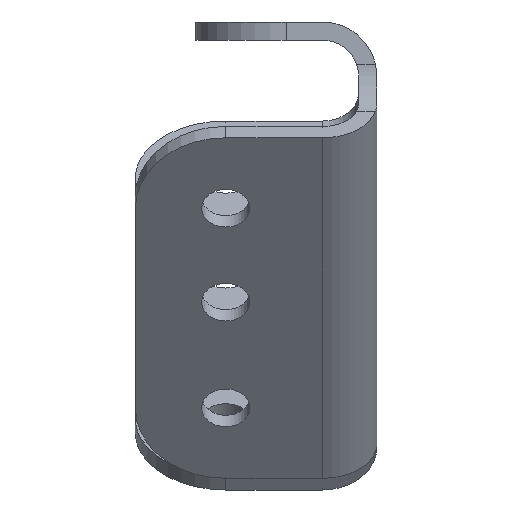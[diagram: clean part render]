
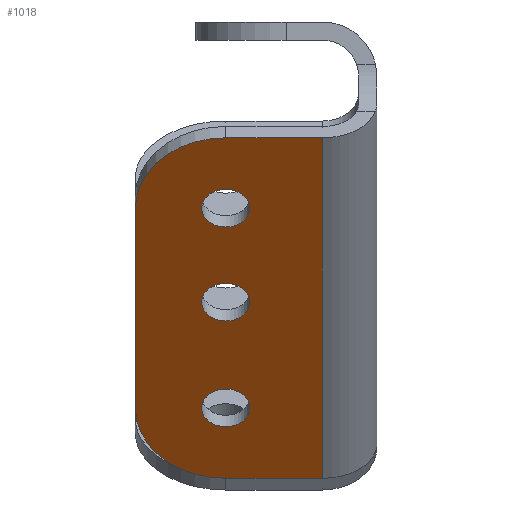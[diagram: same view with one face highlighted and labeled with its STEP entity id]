
A CAD part, left-side view. The second image highlights one B-rep face of the part: STEP entity #1018.
In plain terms, the highlighted planar face has unit normal (-0.778, 0, -0.628).
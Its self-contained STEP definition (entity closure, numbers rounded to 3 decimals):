
#34=FACE_BOUND('',#149,.T.);
#35=FACE_BOUND('',#150,.T.);
#36=FACE_BOUND('',#151,.T.);
#55=PLANE('',#1126);
#89=FACE_OUTER_BOUND('',#148,.T.);
#148=EDGE_LOOP('',(#765,#766,#767,#768,#769,#770));
#149=EDGE_LOOP('',(#771));
#150=EDGE_LOOP('',(#772));
#151=EDGE_LOOP('',(#773));
#236=LINE('',#1661,#312);
#239=LINE('',#1667,#315);
#240=LINE('',#1669,#316);
#241=LINE('',#1671,#317);
#312=VECTOR('',#1341,10.);
#315=VECTOR('',#1346,10.);
#316=VECTOR('',#1347,10.);
#317=VECTOR('',#1348,10.);
#358=CIRCLE('',#1089,2.);
#360=CIRCLE('',#1092,2.);
#362=CIRCLE('',#1095,2.);
#378=CIRCLE('',#1123,7.5);
#380=CIRCLE('',#1127,7.5);
#422=VERTEX_POINT('',#1543);
#424=VERTEX_POINT('',#1549);
#426=VERTEX_POINT('',#1555);
#463=VERTEX_POINT('',#1651);
#464=VERTEX_POINT('',#1652);
#467=VERTEX_POINT('',#1660);
#469=VERTEX_POINT('',#1666);
#470=VERTEX_POINT('',#1668);
#471=VERTEX_POINT('',#1670);
#525=EDGE_CURVE('',#422,#422,#358,.T.);
#528=EDGE_CURVE('',#424,#424,#360,.T.);
#531=EDGE_CURVE('',#426,#426,#362,.T.);
#578=EDGE_CURVE('',#463,#464,#378,.T.);
#582=EDGE_CURVE('',#464,#467,#236,.T.);
#585=EDGE_CURVE('',#463,#469,#239,.T.);
#586=EDGE_CURVE('',#470,#469,#240,.T.);
#587=EDGE_CURVE('',#470,#471,#241,.T.);
#588=EDGE_CURVE('',#467,#471,#380,.T.);
#765=ORIENTED_EDGE('',*,*,#578,.F.);
#766=ORIENTED_EDGE('',*,*,#585,.T.);
#767=ORIENTED_EDGE('',*,*,#586,.F.);
#768=ORIENTED_EDGE('',*,*,#587,.T.);
#769=ORIENTED_EDGE('',*,*,#588,.F.);
#770=ORIENTED_EDGE('',*,*,#582,.F.);
#771=ORIENTED_EDGE('',*,*,#525,.T.);
#772=ORIENTED_EDGE('',*,*,#528,.T.);
#773=ORIENTED_EDGE('',*,*,#531,.T.);
#1018=ADVANCED_FACE('',(#89,#34,#35,#36),#55,.T.);
#1089=AXIS2_PLACEMENT_3D('',#1544,#1232,#1233);
#1092=AXIS2_PLACEMENT_3D('',#1550,#1239,#1240);
#1095=AXIS2_PLACEMENT_3D('',#1556,#1246,#1247);
#1123=AXIS2_PLACEMENT_3D('',#1653,#1333,#1334);
#1126=AXIS2_PLACEMENT_3D('',#1665,#1344,#1345);
#1127=AXIS2_PLACEMENT_3D('',#1672,#1349,#1350);
#1232=DIRECTION('center_axis',(0.778,0.,0.629));
#1233=DIRECTION('ref_axis',(-0.629,0.,0.778));
#1239=DIRECTION('center_axis',(0.778,0.,0.629));
#1240=DIRECTION('ref_axis',(-0.629,0.,0.778));
#1246=DIRECTION('center_axis',(0.778,0.,0.629));
#1247=DIRECTION('ref_axis',(-0.629,0.,0.778));
#1333=DIRECTION('center_axis',(0.778,0.,0.629));
#1334=DIRECTION('ref_axis',(0.444,0.707,-0.55));
#1341=DIRECTION('',(-0.629,0.,0.778));
#1344=DIRECTION('center_axis',(-0.778,0.,-0.629));
#1345=DIRECTION('ref_axis',(-0.629,0.,0.778));
#1346=DIRECTION('',(0.,-1.,0.));
#1347=DIRECTION('',(0.629,0.,-0.778));
#1348=DIRECTION('',(0.,1.,0.));
#1349=DIRECTION('center_axis',(0.778,0.,0.629));
#1350=DIRECTION('ref_axis',(-0.444,0.707,0.55));
#1543=CARTESIAN_POINT('',(13.72,12.5,-16.978));
#1544=CARTESIAN_POINT('Origin',(12.463,12.5,-15.422));
#1549=CARTESIAN_POINT('',(20.005,12.5,-24.755));
#1550=CARTESIAN_POINT('Origin',(18.748,12.5,-23.2));
#1555=CARTESIAN_POINT('',(27.07,12.5,-33.498));
#1556=CARTESIAN_POINT('Origin',(25.813,12.5,-31.942));
#1651=CARTESIAN_POINT('',(30.527,12.5,-37.776));
#1652=CARTESIAN_POINT('',(25.813,20.,-31.942));
#1653=CARTESIAN_POINT('Origin',(25.813,12.5,-31.942));
#1660=CARTESIAN_POINT('',(12.463,20.,-15.422));
#1661=CARTESIAN_POINT('',(35.556,20.,-43.998));
#1665=CARTESIAN_POINT('Origin',(35.556,0.,-43.998));
#1666=CARTESIAN_POINT('',(30.527,4.5,-37.776));
#1667=CARTESIAN_POINT('',(30.527,10.,-37.776));
#1668=CARTESIAN_POINT('',(7.749,4.5,-9.589));
#1669=CARTESIAN_POINT('',(32.044,4.5,-39.652));
#1670=CARTESIAN_POINT('',(7.749,12.5,-9.589));
#1671=CARTESIAN_POINT('',(7.749,10.,-9.589));
#1672=CARTESIAN_POINT('Origin',(12.463,12.5,-15.422));
